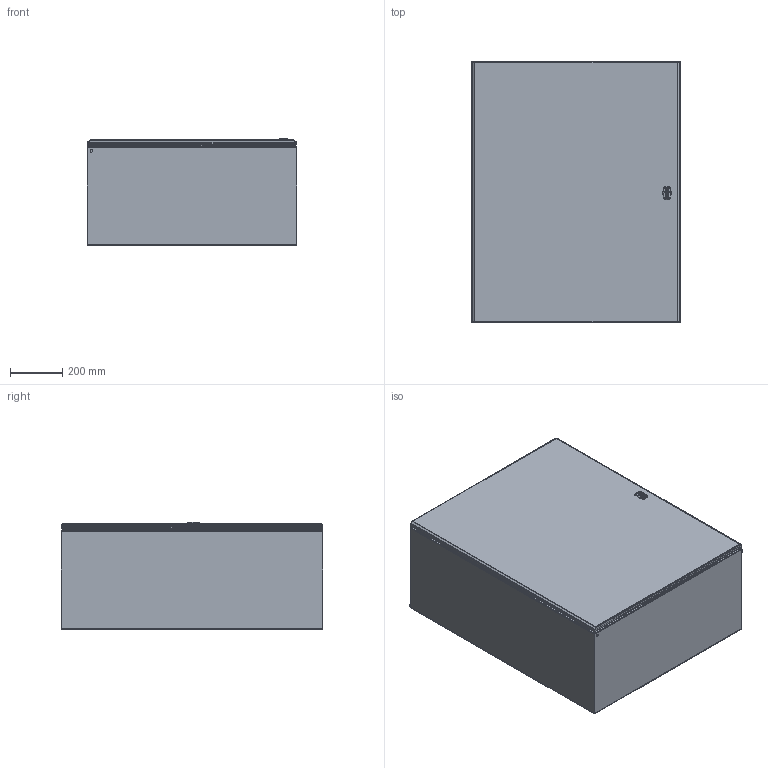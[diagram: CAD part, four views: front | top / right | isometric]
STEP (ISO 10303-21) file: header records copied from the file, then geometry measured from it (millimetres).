
FILE_DESCRIPTION(('STEP AP242'),'1');
FILE_NAME('nsys3dc10840.stp','2021-09-26T22:06:33',('TraceParts'),('TraceParts S.A.'),'Spatial InterOp 3D',' ',' ');
FILE_SCHEMA(('AP242_MANAGED_MODEL_BASED_3D_ENGINEERING_MIM_LF {1 0 10303 442 1 1 4}'));
Length unit declared in the file: millimetre
Products named in the file (1): nsys3dc10840|ENN4762AS_1000X800X400_ASM_1_AS_ASM_1148#ENN4762AS_1000X800X400_ASM_1_AS_ASM|ENN4762AS_10X8X4_1_1_1147#ENN4762AS_10X8X4_1_1;Solide1
Bounding box: 800 x 1000 x 410.71 mm (x, y, z)
Volume: 4784997.9 mm3; surface area: 6400665.5 mm2
Topology: 23 solids, 23 shells, 1297 faces, 3226 edges, 1973 vertices
Faces by surface type: plane 464, cylinder 355, bspline 159, cone 153, torus 128, sphere 38
Entity records: 49985 total; most frequent: CARTESIAN_POINT 19964, ORIENTED_EDGE 6400, DIRECTION 5997, EDGE_CURVE 3200, AXIS2_PLACEMENT_3D 2289, VERTEX_POINT 1973, LINE 1419, VECTOR 1419
